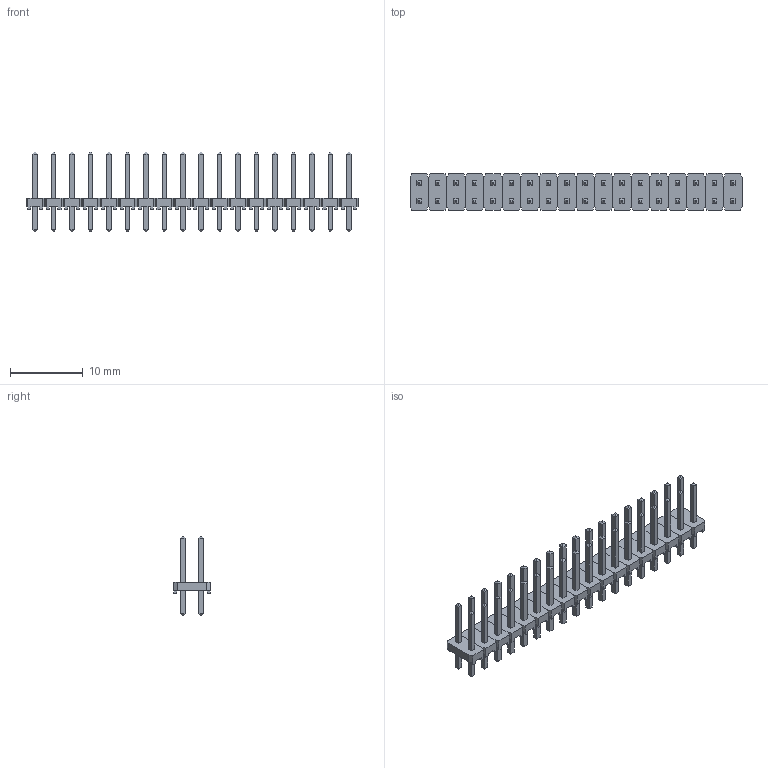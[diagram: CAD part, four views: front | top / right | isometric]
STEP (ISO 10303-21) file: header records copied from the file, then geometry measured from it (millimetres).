
FILE_DESCRIPTION((''),'2;1');
FILE_NAME('SAMTEC_MTLW-118-07-L-D-250.stp','2013-08-27T13:54:08',(''),(''),'Mechanical Desktop 2011','Mechanical Desktop 2011',', , ');
FILE_SCHEMA(('AUTOMOTIVE_DESIGN { 1 2 10303 214 1 1 1 1 }'));
Length unit declared in the file: millimetre
Products named in the file (1): Product
Bounding box: 45.72 x 5.03 x 10.92 mm (x, y, z)
Volume: 400.9 mm3; surface area: 1715 mm2
Topology: 90 solids, 90 shells, 1188 faces, 2664 edges, 1656 vertices
Faces by surface type: plane 738, bspline 450
Entity records: 31798 total; most frequent: CARTESIAN_POINT 6859, ORIENTED_EDGE 5328, DIRECTION 4142, VECTOR 2664, LINE 2664, EDGE_CURVE 2664, VERTEX_POINT 1656, EDGE_LOOP 1188
